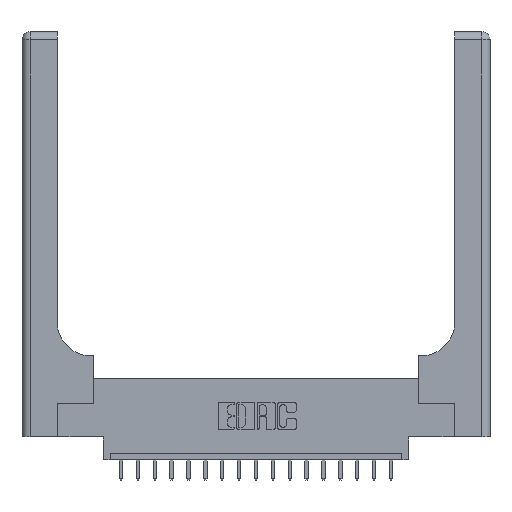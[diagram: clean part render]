
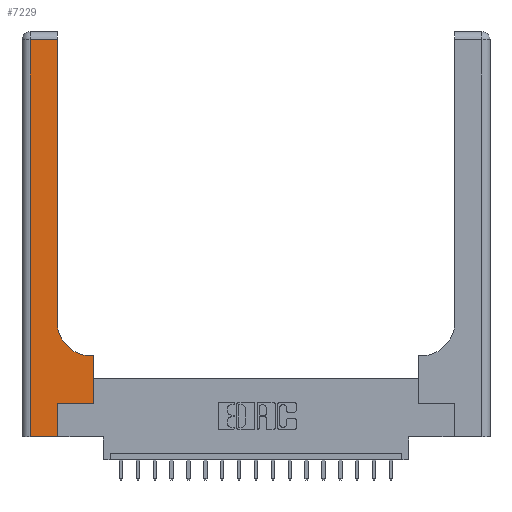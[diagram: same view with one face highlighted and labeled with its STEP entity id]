
A CAD part, top view. The second image highlights one B-rep face of the part: STEP entity #7229.
In plain terms, the highlighted planar face has unit normal (0, 0, 1).
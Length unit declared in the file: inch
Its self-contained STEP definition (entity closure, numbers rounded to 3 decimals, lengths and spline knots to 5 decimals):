
#310 = DIRECTION ( 'NONE',  ( 1., 0., 0. ) ) ;
#502 = ORIENTED_EDGE ( 'NONE', *, *, #18028, .T. ) ;
#629 = DIRECTION ( 'NONE',  ( -1., 0., 0. ) ) ;
#658 = CARTESIAN_POINT ( 'NONE',  ( 0.26, 0.6, 0.37 ) ) ;
#786 = VERTEX_POINT ( 'NONE', #11654 ) ;
#790 = VECTOR ( 'NONE', #629, 39.37008 ) ;
#1639 = VERTEX_POINT ( 'NONE', #12338 ) ;
#1830 = LINE ( 'NONE', #1882, #5090 ) ;
#1869 = DIRECTION ( 'NONE',  ( 0., 1., 0. ) ) ;
#1882 = CARTESIAN_POINT ( 'NONE',  ( 0.265, 0.25, 0.37 ) ) ;
#1983 = DIRECTION ( 'NONE',  ( 0., 0., -1. ) ) ;
#1989 = VERTEX_POINT ( 'NONE', #6498 ) ;
#1995 = CARTESIAN_POINT ( 'NONE',  ( 0.528, 0.25, 0.37 ) ) ;
#2412 = CIRCLE ( 'NONE', #5661, 0.25 ) ;
#2502 = EDGE_CURVE ( 'NONE', #11568, #13443, #1830, .T. ) ;
#2862 = EDGE_CURVE ( 'NONE', #1989, #6854, #9011, .T. ) ;
#3602 = LINE ( 'NONE', #8100, #11071 ) ;
#3876 = CARTESIAN_POINT ( 'NONE',  ( 0.265, 0., 0.37 ) ) ;
#4118 = CARTESIAN_POINT ( 'NONE',  ( 0.528, 0.25, 0.37 ) ) ;
#4242 = ORIENTED_EDGE ( 'NONE', *, *, #9504, .T. ) ;
#4638 = VECTOR ( 'NONE', #1869, 39.37008 ) ;
#5033 = EDGE_CURVE ( 'NONE', #8525, #786, #2412, .T. ) ;
#5090 = VECTOR ( 'NONE', #310, 39.37008 ) ;
#5512 = EDGE_LOOP ( 'NONE', ( #13817, #14762, #4242, #7240, #502, #10039, #13193, #13826, #15271 ) ) ;
#5572 = CARTESIAN_POINT ( 'NONE',  ( 0.265, 0., 0.37 ) ) ;
#5661 = AXIS2_PLACEMENT_3D ( 'NONE', #9382, #1983, #9438 ) ;
#6387 = CARTESIAN_POINT ( 'NONE',  ( 0.06, 3., 0.37 ) ) ;
#6498 = CARTESIAN_POINT ( 'NONE',  ( 0.06, 0., 0.37 ) ) ;
#6854 = VERTEX_POINT ( 'NONE', #5572 ) ;
#7229 = ADVANCED_FACE ( 'NONE', ( #19128 ), #17403, .F. ) ;
#7240 = ORIENTED_EDGE ( 'NONE', *, *, #2862, .T. ) ;
#7776 = CARTESIAN_POINT ( 'NONE',  ( 0.06, 2.94, 0.37 ) ) ;
#8100 = CARTESIAN_POINT ( 'NONE',  ( 0.26, 3., 0.37 ) ) ;
#8525 = VERTEX_POINT ( 'NONE', #18892 ) ;
#8672 = EDGE_CURVE ( 'NONE', #10655, #8525, #12200, .T. ) ;
#9011 = LINE ( 'NONE', #12583, #9275 ) ;
#9260 = LINE ( 'NONE', #1995, #4638 ) ;
#9275 = VECTOR ( 'NONE', #17172, 39.37008 ) ;
#9382 = CARTESIAN_POINT ( 'NONE',  ( 0.51, 0.85, 0.37 ) ) ;
#9438 = DIRECTION ( 'NONE',  ( 1., 0., 0. ) ) ;
#9504 = EDGE_CURVE ( 'NONE', #16400, #1989, #14513, .T. ) ;
#9672 = DIRECTION ( 'NONE',  ( 0., 1., 0. ) ) ;
#10039 = ORIENTED_EDGE ( 'NONE', *, *, #2502, .T. ) ;
#10468 = DIRECTION ( 'NONE',  ( -1., 0., 0. ) ) ;
#10655 = VERTEX_POINT ( 'NONE', #11765 ) ;
#11071 = VECTOR ( 'NONE', #9672, 39.37008 ) ;
#11318 = DIRECTION ( 'NONE',  ( 0., -1., 0. ) ) ;
#11568 = VERTEX_POINT ( 'NONE', #14359 ) ;
#11654 = CARTESIAN_POINT ( 'NONE',  ( 0.26, 0.85, 0.37 ) ) ;
#11765 = CARTESIAN_POINT ( 'NONE',  ( 0.528, 0.6, 0.37 ) ) ;
#11771 = LINE ( 'NONE', #16929, #790 ) ;
#11838 = AXIS2_PLACEMENT_3D ( 'NONE', #17871, #12060, #10468 ) ;
#11996 = EDGE_CURVE ( 'NONE', #13443, #10655, #9260, .T. ) ;
#12060 = DIRECTION ( 'NONE',  ( 0., 0., -1. ) ) ;
#12200 = LINE ( 'NONE', #658, #14777 ) ;
#12338 = CARTESIAN_POINT ( 'NONE',  ( 0.26, 2.94, 0.37 ) ) ;
#12583 = CARTESIAN_POINT ( 'NONE',  ( 0., 0., 0.37 ) ) ;
#12988 = LINE ( 'NONE', #3876, #13422 ) ;
#13193 = ORIENTED_EDGE ( 'NONE', *, *, #11996, .T. ) ;
#13422 = VECTOR ( 'NONE', #17236, 39.37008 ) ;
#13443 = VERTEX_POINT ( 'NONE', #4118 ) ;
#13817 = ORIENTED_EDGE ( 'NONE', *, *, #14494, .T. ) ;
#13826 = ORIENTED_EDGE ( 'NONE', *, *, #8672, .T. ) ;
#14359 = CARTESIAN_POINT ( 'NONE',  ( 0.265, 0.25, 0.37 ) ) ;
#14494 = EDGE_CURVE ( 'NONE', #786, #1639, #3602, .T. ) ;
#14513 = LINE ( 'NONE', #6387, #18628 ) ;
#14736 = EDGE_CURVE ( 'NONE', #1639, #16400, #11771, .T. ) ;
#14762 = ORIENTED_EDGE ( 'NONE', *, *, #14736, .T. ) ;
#14777 = VECTOR ( 'NONE', #18269, 39.37008 ) ;
#15271 = ORIENTED_EDGE ( 'NONE', *, *, #5033, .T. ) ;
#16400 = VERTEX_POINT ( 'NONE', #7776 ) ;
#16929 = CARTESIAN_POINT ( 'NONE',  ( 0., 2.94, 0.37 ) ) ;
#17172 = DIRECTION ( 'NONE',  ( 1., 0., 0. ) ) ;
#17236 = DIRECTION ( 'NONE',  ( 0., 1., 0. ) ) ;
#17403 = PLANE ( 'NONE',  #11838 ) ;
#17871 = CARTESIAN_POINT ( 'NONE',  ( 0., 3., 0.37 ) ) ;
#18028 = EDGE_CURVE ( 'NONE', #6854, #11568, #12988, .T. ) ;
#18269 = DIRECTION ( 'NONE',  ( -1., 0., 0. ) ) ;
#18628 = VECTOR ( 'NONE', #11318, 39.37008 ) ;
#18892 = CARTESIAN_POINT ( 'NONE',  ( 0.51, 0.6, 0.37 ) ) ;
#19128 = FACE_OUTER_BOUND ( 'NONE', #5512, .T. ) ;
